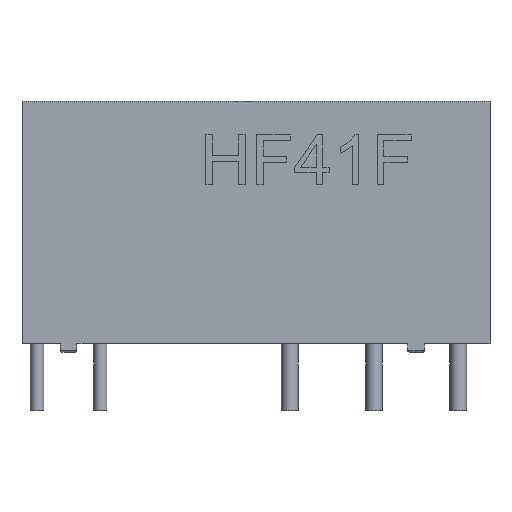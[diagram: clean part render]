
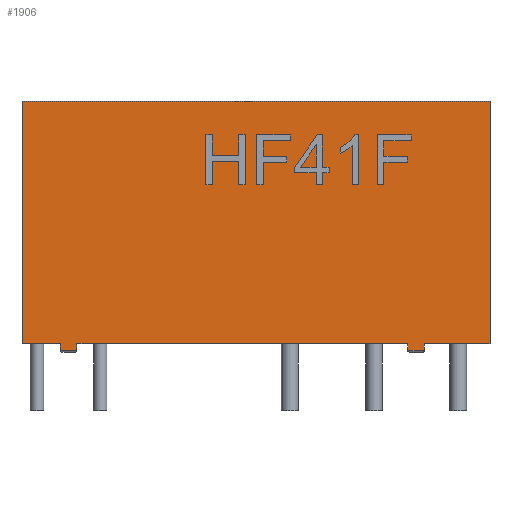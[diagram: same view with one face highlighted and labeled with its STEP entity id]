
A CAD part, front view. The second image highlights one B-rep face of the part: STEP entity #1906.
In plain terms, the highlighted planar face has unit normal (0, -1, 0).
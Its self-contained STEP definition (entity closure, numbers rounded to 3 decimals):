
#62=PLANE('',#2056);
#163=FACE_OUTER_BOUND('',#281,.T.);
#281=EDGE_LOOP('',(#1382,#1383,#1384,#1385,#1386,#1387,#1388,#1389,#1390,
#1391,#1392,#1393));
#433=LINE('',#2771,#671);
#435=LINE('',#2775,#673);
#436=LINE('',#2777,#674);
#437=LINE('',#2779,#675);
#438=LINE('',#2781,#676);
#439=LINE('',#2783,#677);
#440=LINE('',#2785,#678);
#441=LINE('',#2787,#679);
#442=LINE('',#2789,#680);
#443=LINE('',#2791,#681);
#444=LINE('',#2793,#682);
#445=LINE('',#2794,#683);
#671=VECTOR('',#2244,10.);
#673=VECTOR('',#2248,10.);
#674=VECTOR('',#2249,10.);
#675=VECTOR('',#2250,10.);
#676=VECTOR('',#2251,10.);
#677=VECTOR('',#2252,10.);
#678=VECTOR('',#2253,10.);
#679=VECTOR('',#2254,10.);
#680=VECTOR('',#2255,10.);
#681=VECTOR('',#2256,10.);
#682=VECTOR('',#2257,10.);
#683=VECTOR('',#2258,10.);
#904=VERTEX_POINT('',#2755);
#908=VERTEX_POINT('',#2767);
#909=VERTEX_POINT('',#2774);
#910=VERTEX_POINT('',#2776);
#911=VERTEX_POINT('',#2778);
#912=VERTEX_POINT('',#2780);
#913=VERTEX_POINT('',#2782);
#914=VERTEX_POINT('',#2784);
#915=VERTEX_POINT('',#2786);
#916=VERTEX_POINT('',#2788);
#917=VERTEX_POINT('',#2790);
#918=VERTEX_POINT('',#2792);
#1093=EDGE_CURVE('',#904,#908,#433,.T.);
#1095=EDGE_CURVE('',#909,#904,#435,.T.);
#1096=EDGE_CURVE('',#910,#909,#436,.T.);
#1097=EDGE_CURVE('',#910,#911,#437,.T.);
#1098=EDGE_CURVE('',#912,#911,#438,.T.);
#1099=EDGE_CURVE('',#913,#912,#439,.T.);
#1100=EDGE_CURVE('',#914,#913,#440,.T.);
#1101=EDGE_CURVE('',#914,#915,#441,.T.);
#1102=EDGE_CURVE('',#916,#915,#442,.T.);
#1103=EDGE_CURVE('',#917,#916,#443,.T.);
#1104=EDGE_CURVE('',#918,#917,#444,.T.);
#1105=EDGE_CURVE('',#918,#908,#445,.T.);
#1382=ORIENTED_EDGE('',*,*,#1093,.F.);
#1383=ORIENTED_EDGE('',*,*,#1095,.F.);
#1384=ORIENTED_EDGE('',*,*,#1096,.F.);
#1385=ORIENTED_EDGE('',*,*,#1097,.T.);
#1386=ORIENTED_EDGE('',*,*,#1098,.F.);
#1387=ORIENTED_EDGE('',*,*,#1099,.F.);
#1388=ORIENTED_EDGE('',*,*,#1100,.F.);
#1389=ORIENTED_EDGE('',*,*,#1101,.T.);
#1390=ORIENTED_EDGE('',*,*,#1102,.F.);
#1391=ORIENTED_EDGE('',*,*,#1103,.F.);
#1392=ORIENTED_EDGE('',*,*,#1104,.F.);
#1393=ORIENTED_EDGE('',*,*,#1105,.T.);
#1906=ADVANCED_FACE('',(#163),#62,.T.);
#2056=AXIS2_PLACEMENT_3D('',#2773,#2246,#2247);
#2244=DIRECTION('',(-1.,0.,0.));
#2246=DIRECTION('center_axis',(0.,-1.,0.));
#2247=DIRECTION('ref_axis',(1.,0.,0.));
#2248=DIRECTION('',(0.,0.,-1.));
#2249=DIRECTION('',(-1.,0.,0.));
#2250=DIRECTION('',(0.,0.,1.));
#2251=DIRECTION('',(1.,0.,0.));
#2252=DIRECTION('',(0.,0.,1.));
#2253=DIRECTION('',(-1.,0.,0.));
#2254=DIRECTION('',(0.,0.,-1.));
#2255=DIRECTION('',(-1.,0.,0.));
#2256=DIRECTION('',(0.,0.,-1.));
#2257=DIRECTION('',(-1.,0.,0.));
#2258=DIRECTION('',(0.,0.,-1.));
#2755=CARTESIAN_POINT('',(10.08,-2.5,-0.4));
#2767=CARTESIAN_POINT('',(9.08,-2.5,-0.4));
#2771=CARTESIAN_POINT('',(-2.21,-2.5,-0.4));
#2773=CARTESIAN_POINT('Origin',(-14.,-2.5,0.));
#2774=CARTESIAN_POINT('',(10.08,-2.5,0.));
#2775=CARTESIAN_POINT('',(10.08,-2.5,0.));
#2776=CARTESIAN_POINT('',(14.,-2.5,0.));
#2777=CARTESIAN_POINT('',(14.,-2.5,0.));
#2778=CARTESIAN_POINT('',(14.,-2.5,14.5));
#2779=CARTESIAN_POINT('',(14.,-2.5,0.));
#2780=CARTESIAN_POINT('',(-14.,-2.5,14.5));
#2781=CARTESIAN_POINT('',(14.,-2.5,14.5));
#2782=CARTESIAN_POINT('',(-14.,-2.5,0.));
#2783=CARTESIAN_POINT('',(-14.,-2.5,0.));
#2784=CARTESIAN_POINT('',(-11.71,-2.5,0.));
#2785=CARTESIAN_POINT('',(14.,-2.5,0.));
#2786=CARTESIAN_POINT('',(-11.71,-2.5,-0.4));
#2787=CARTESIAN_POINT('',(-11.71,-2.5,0.));
#2788=CARTESIAN_POINT('',(-10.71,-2.5,-0.4));
#2789=CARTESIAN_POINT('',(-12.605,-2.5,-0.4));
#2790=CARTESIAN_POINT('',(-10.71,-2.5,0.));
#2791=CARTESIAN_POINT('',(-10.71,-2.5,0.));
#2792=CARTESIAN_POINT('',(9.08,-2.5,0.));
#2793=CARTESIAN_POINT('',(14.,-2.5,0.));
#2794=CARTESIAN_POINT('',(9.08,-2.5,0.));
